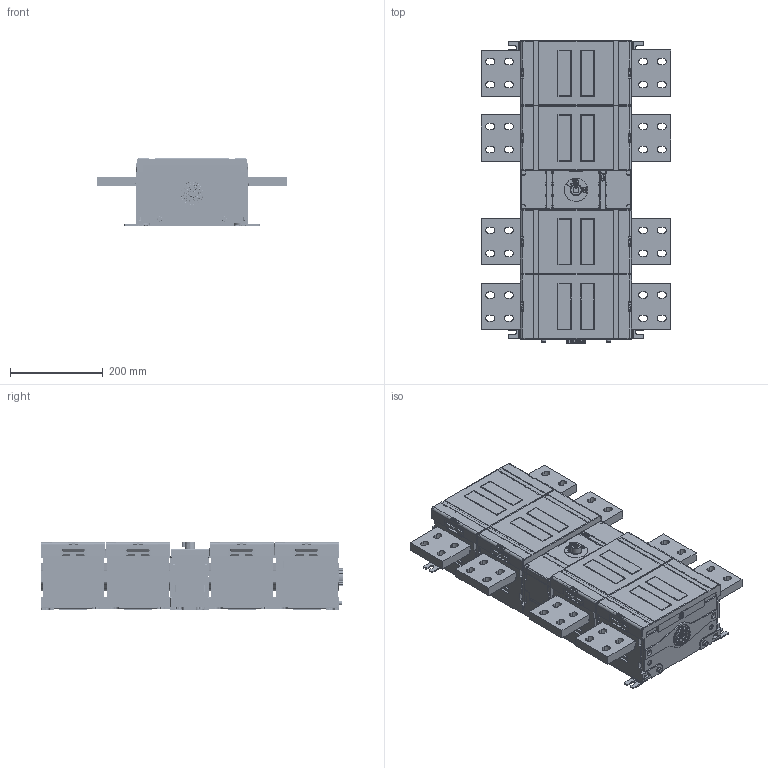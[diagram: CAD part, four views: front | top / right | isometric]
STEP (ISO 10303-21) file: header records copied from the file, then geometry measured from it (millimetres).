
FILE_DESCRIPTION((''),'2;1');
FILE_NAME('OT4000E22-ER_SW0004','2023-01-04T12:05:33',('FIEEROS'),(''),'CREO PARAMETRIC BY PTC INC, 2020184','CREO PARAMETRIC BY PTC INC, 2020184','');
FILE_SCHEMA(('AUTOMOTIVE_DESIGN { 1 0 10303 214 1 1 1 1 }'));
Products named in the file (1): OT4000E22-ER_SW0004
Bounding box: 410 x 653 x 145.7 mm (x, y, z)
Volume: 21782312.1 mm3; surface area: 1484618.5 mm2
Topology: 1 solids, 4 shells, 7043 faces, 19895 edges, 12715 vertices
Faces by surface type: plane 3949, cylinder 2136, torus 382, bspline 276, cone 218, sphere 78, extrusion 4
Entity records: 338234 total; most frequent: CARTESIAN_POINT 103132, ORIENTED_EDGE 39618, DIRECTION 34709, EDGE_CURVE 19809, VECTOR 12846, LINE 12842, VERTEX_POINT 12715, AXIS2_PLACEMENT_3D 10930
